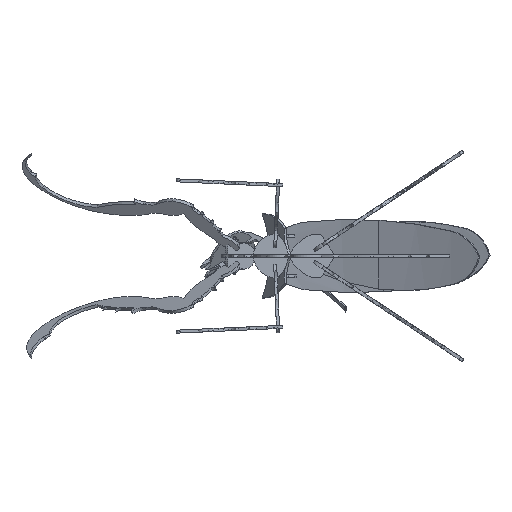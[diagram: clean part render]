
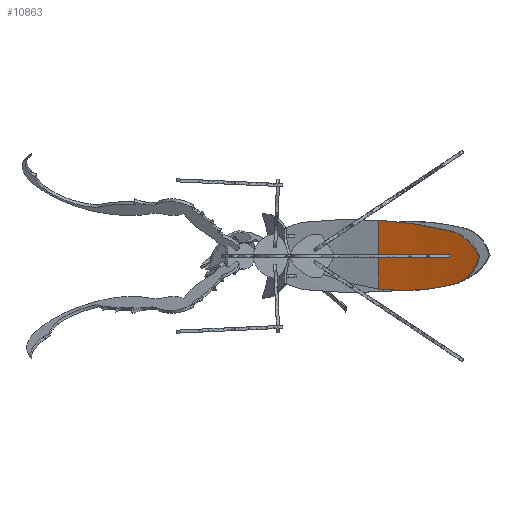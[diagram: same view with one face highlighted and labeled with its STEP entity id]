
A CAD part, front view. The second image highlights one B-rep face of the part: STEP entity #10863.
In plain terms, the highlighted cylindrical face has radius 416.732 mm (diameter 833.464 mm), a partial arc.
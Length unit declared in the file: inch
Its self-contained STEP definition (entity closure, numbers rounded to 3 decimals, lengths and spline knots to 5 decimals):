
#304 = DIRECTION ( 'NONE',  ( -1., 0., 0. ) ) ;
#360 = CARTESIAN_POINT ( 'NONE',  ( 0.94822, -3.00517, 0.01559 ) ) ;
#378 = CARTESIAN_POINT ( 'NONE',  ( 1.03915, -1.37549, 0.09673 ) ) ;
#380 = CARTESIAN_POINT ( 'NONE',  ( 1.05883, -1.55519, 0.09673 ) ) ;
#387 = CARTESIAN_POINT ( 'NONE',  ( 0.94388, -3.04151, 0.01196 ) ) ;
#389 = CARTESIAN_POINT ( 'NONE',  ( 1.06872, -1.7357, 0.09378 ) ) ;
#391 = CARTESIAN_POINT ( 'NONE',  ( 1.06872, -1.91702, 0.08779 ) ) ;
#392 = CARTESIAN_POINT ( 'NONE',  ( 0.30734, -3.60258, -0.0551 ) ) ;
#394 = CARTESIAN_POINT ( 'NONE',  ( 0.36919, -3.63374, -0.05943 ) ) ;
#395 = CARTESIAN_POINT ( 'NONE',  ( 0.93694, -3.07708, 0.00829 ) ) ;
#396 = CARTESIAN_POINT ( 'NONE',  ( 0.91808, -3.14674, 0.00087 ) ) ;
#397 = CARTESIAN_POINT ( 'NONE',  ( 0.90615, -3.18083, -0.00287 ) ) ;
#398 = CARTESIAN_POINT ( 'NONE',  ( 0.88445, -3.23082, -0.0085 ) ) ;
#399 = CARTESIAN_POINT ( 'NONE',  ( 0.87655, -3.24736, -0.0104 ) ) ;
#400 = CARTESIAN_POINT ( 'NONE',  ( 0.85963, -3.27964, -0.01414 ) ) ;
#401 = CARTESIAN_POINT ( 'NONE',  ( 0.85062, -3.29539, -0.01598 ) ) ;
#402 = CARTESIAN_POINT ( 'NONE',  ( 0.82201, -3.34149, -0.02146 ) ) ;
#403 = CARTESIAN_POINT ( 'NONE',  ( 0.80081, -3.37069, -0.02502 ) ) ;
#404 = CARTESIAN_POINT ( 'NONE',  ( 0.76581, -3.41219, -0.03017 ) ) ;
#405 = CARTESIAN_POINT ( 'NONE',  ( 0.75361, -3.42564, -0.03186 ) ) ;
#406 = CARTESIAN_POINT ( 'NONE',  ( 0.72811, -3.45176, -0.03517 ) ) ;
#407 = CARTESIAN_POINT ( 'NONE',  ( 0.71481, -3.46441, -0.03679 ) ) ;
#408 = CARTESIAN_POINT ( 'NONE',  ( 0.67393, -3.50057, -0.04146 ) ) ;
#409 = CARTESIAN_POINT ( 'NONE',  ( 0.64514, -3.52249, -0.04435 ) ) ;
#410 = CARTESIAN_POINT ( 'NONE',  ( 0.58458, -3.56206, -0.04962 ) ) ;
#411 = CARTESIAN_POINT ( 'NONE',  ( 0.55278, -3.57971, -0.05201 ) ) ;
#412 = CARTESIAN_POINT ( 'NONE',  ( 0.48611, -3.61051, -0.05621 ) ) ;
#413 = CARTESIAN_POINT ( 'NONE',  ( 0.4518, -3.62338, -0.05799 ) ) ;
#414 = CARTESIAN_POINT ( 'NONE',  ( 0.41653, -3.63374, -0.05943 ) ) ;
#415 = CARTESIAN_POINT ( 'NONE',  ( 2., -3.63374, -0.05943 ) ) ;
#416 = DIRECTION ( 'NONE',  ( -1., 0., 0. ) ) ;
#417 = CARTESIAN_POINT ( 'NONE',  ( -0.17801, -2.73474, 0.04258 ) ) ;
#418 = CARTESIAN_POINT ( 'NONE',  ( -0.11869, -3.00517, 0.01559 ) ) ;
#419 = CARTESIAN_POINT ( 'NONE',  ( 0.25016, -3.56518, -0.04999 ) ) ;
#420 = CARTESIAN_POINT ( 'NONE',  ( 0.17109, -3.50013, -0.04141 ) ) ;
#421 = CARTESIAN_POINT ( 'NONE',  ( 0.14586, -3.47693, -0.03839 ) ) ;
#422 = CARTESIAN_POINT ( 'NONE',  ( 0.09773, -3.42743, -0.03207 ) ) ;
#423 = CARTESIAN_POINT ( 'NONE',  ( 0.07522, -3.40149, -0.02882 ) ) ;
#424 = CARTESIAN_POINT ( 'NONE',  ( 0.01247, -3.32065, -0.0189 ) ) ;
#425 = CARTESIAN_POINT ( 'NONE',  ( -0.02318, -3.26258, -0.01204 ) ) ;
#426 = CARTESIAN_POINT ( 'NONE',  ( -0.06711, -3.16898, -0.00156 ) ) ;
#427 = CARTESIAN_POINT ( 'NONE',  ( -0.07998, -3.13702, 0.00192 ) ) ;
#428 = CARTESIAN_POINT ( 'NONE',  ( -0.10206, -3.07201, 0.00881 ) ) ;
#429 = CARTESIAN_POINT ( 'NONE',  ( -0.11129, -3.0389, 0.01222 ) ) ;
#430 = CARTESIAN_POINT ( 'NONE',  ( -0.11869, -3.00517, 0.01559 ) ) ;
#433 = CARTESIAN_POINT ( 'NONE',  ( -0.22605, -2.46371, 0.06286 ) ) ;
#434 = CARTESIAN_POINT ( 'NONE',  ( -0.30024, -1.92048, 0.08993 ) ) ;
#435 = CARTESIAN_POINT ( 'NONE',  ( -0.32639, -1.64827, 0.09673 ) ) ;
#436 = CARTESIAN_POINT ( 'NONE',  ( -0.3417, -1.37549, 0.09673 ) ) ;
#4937 = ORIENTED_EDGE ( 'NONE', *, *, #7229, .T. ) ;
#4938 = ORIENTED_EDGE ( 'NONE', *, *, #15263, .T. ) ;
#4949 = ORIENTED_EDGE ( 'NONE', *, *, #15264, .T. ) ;
#4954 = ORIENTED_EDGE ( 'NONE', *, *, #15265, .T. ) ;
#4955 = ORIENTED_EDGE ( 'NONE', *, *, #15266, .T. ) ;
#5628 = CARTESIAN_POINT ( 'NONE',  ( 0.36919, -3.63374, -0.05943 ) ) ;
#5630 = CARTESIAN_POINT ( 'NONE',  ( 0.41653, -3.63374, -0.05943 ) ) ;
#5631 = CARTESIAN_POINT ( 'NONE',  ( -0.11869, -3.00517, 0.01559 ) ) ;
#5632 = CARTESIAN_POINT ( 'NONE',  ( 0.94822, -3.00517, 0.01559 ) ) ;
#5639 = CARTESIAN_POINT ( 'NONE',  ( 1.03915, -1.37549, 0.09673 ) ) ;
#5641 = CARTESIAN_POINT ( 'NONE',  ( -0.3417, -1.37549, 0.09673 ) ) ;
#6730 = DIRECTION ( 'NONE',  ( -1., 0., 0. ) ) ;
#6731 = DIRECTION ( 'NONE',  ( 0., 0., 1. ) ) ;
#6734 = CARTESIAN_POINT ( 'NONE',  ( 2., -1.37549, -16.31005 ) ) ;
#7229 = EDGE_CURVE ( 'NONE', #15232, #13780, #7775, .T. ) ;
#7775 = B_SPLINE_CURVE_WITH_KNOTS ( 'NONE', 3,
 ( #14279, #14277, #14276, #14280, #14281, #14282, #14283, #14284 ),
 .UNSPECIFIED., .F., .F.,
 ( 4, 2, 2, 4 ),
 ( 0.07266, 0.07956, 0.08647, 0.10028 ),
 .UNSPECIFIED. ) ;
#7926 = VECTOR ( 'NONE', #304, 39.37008 ) ;
#7931 = LINE ( 'NONE', #10848, #7926 ) ;
#7948 = LINE ( 'NONE', #415, #7949 ) ;
#7949 = VECTOR ( 'NONE', #416, 39.37008 ) ;
#8876 = B_SPLINE_CURVE_WITH_KNOTS ( 'NONE', 3,
 ( #378, #380, #389, #391 ),
 .UNSPECIFIED., .F., .F.,
 ( 4, 4 ),
 ( 0.05888, 0.07266 ),
 .UNSPECIFIED. ) ;
#8879 = B_SPLINE_CURVE_WITH_KNOTS ( 'NONE', 3,
 ( #394, #392, #419, #420, #421, #422, #423, #424, #425, #426, #427, #428, #429, #430 ),
 .UNSPECIFIED., .F., .F.,
 ( 4, 2, 2, 2, 2, 2, 4 ),
 ( 0., 0.00521, 0.00782, 0.01042, 0.01564, 0.01824, 0.02085 ),
 .UNSPECIFIED. ) ;
#8881 = B_SPLINE_CURVE_WITH_KNOTS ( 'NONE', 3,
 ( #418, #417, #433, #434, #435, #436 ),
 .UNSPECIFIED., .F., .F.,
 ( 4, 2, 4 ),
 ( 0., 0.02082, 0.04164 ),
 .UNSPECIFIED. ) ;
#8889 = B_SPLINE_CURVE_WITH_KNOTS ( 'NONE', 3,
 ( #360, #387, #395, #396, #397, #398, #399, #400, #401, #402, #403, #404, #405, #406, #407, #408, #409, #410, #411, #412, #413, #414 ),
 .UNSPECIFIED., .F., .F.,
 ( 4, 2, 2, 2, 2, 2, 2, 2, 2, 2, 4 ),
 ( 0., 0.00276, 0.00553, 0.00691, 0.00829, 0.01105, 0.01243, 0.01382, 0.01658, 0.01934, 0.02211 ),
 .UNSPECIFIED. ) ;
#9499 = ORIENTED_EDGE ( 'NONE', *, *, #15248, .F. ) ;
#10784 = CARTESIAN_POINT ( 'NONE',  ( 1.06872, -1.91702, 0.08779 ) ) ;
#10848 = CARTESIAN_POINT ( 'NONE',  ( 2., -1.37549, 0.09673 ) ) ;
#10863 = ADVANCED_FACE ( 'NONE', ( #16876 ), #16879, .F. ) ;
#11905 = AXIS2_PLACEMENT_3D ( 'NONE', #6734, #6730, #6731 ) ;
#13767 = VERTEX_POINT ( 'NONE', #5628 ) ;
#13772 = VERTEX_POINT ( 'NONE', #5630 ) ;
#13777 = VERTEX_POINT ( 'NONE', #5631 ) ;
#13780 = VERTEX_POINT ( 'NONE', #5632 ) ;
#13783 = EDGE_LOOP ( 'NONE', ( #9499, #19460, #4937, #4938, #4949, #4954, #4955 ) ) ;
#13840 = VERTEX_POINT ( 'NONE', #5639 ) ;
#13842 = VERTEX_POINT ( 'NONE', #5641 ) ;
#14276 = CARTESIAN_POINT ( 'NONE',  ( 1.06623, -2.099, 0.08102 ) ) ;
#14277 = CARTESIAN_POINT ( 'NONE',  ( 1.06872, -2.00791, 0.08479 ) ) ;
#14279 = CARTESIAN_POINT ( 'NONE',  ( 1.06872, -1.91702, 0.08779 ) ) ;
#14280 = CARTESIAN_POINT ( 'NONE',  ( 1.05618, -2.28159, 0.07194 ) ) ;
#14281 = CARTESIAN_POINT ( 'NONE',  ( 1.0486, -2.37323, 0.06662 ) ) ;
#14282 = CARTESIAN_POINT ( 'NONE',  ( 1.01837, -2.64629, 0.04846 ) ) ;
#14283 = CARTESIAN_POINT ( 'NONE',  ( 0.98826, -2.82659, 0.03342 ) ) ;
#14284 = CARTESIAN_POINT ( 'NONE',  ( 0.94822, -3.00517, 0.01559 ) ) ;
#15232 = VERTEX_POINT ( 'NONE', #10784 ) ;
#15248 = EDGE_CURVE ( 'NONE', #13840, #13842, #7931, .T. ) ;
#15262 = EDGE_CURVE ( 'NONE', #13840, #15232, #8876, .T. ) ;
#15263 = EDGE_CURVE ( 'NONE', #13780, #13772, #8889, .T. ) ;
#15264 = EDGE_CURVE ( 'NONE', #13772, #13767, #7948, .T. ) ;
#15265 = EDGE_CURVE ( 'NONE', #13767, #13777, #8879, .T. ) ;
#15266 = EDGE_CURVE ( 'NONE', #13777, #13842, #8881, .T. ) ;
#16876 = FACE_OUTER_BOUND ( 'NONE', #13783, .T. ) ;
#16879 = CYLINDRICAL_SURFACE ( 'NONE', #11905, 16.40678 ) ;
#19460 = ORIENTED_EDGE ( 'NONE', *, *, #15262, .T. ) ;
